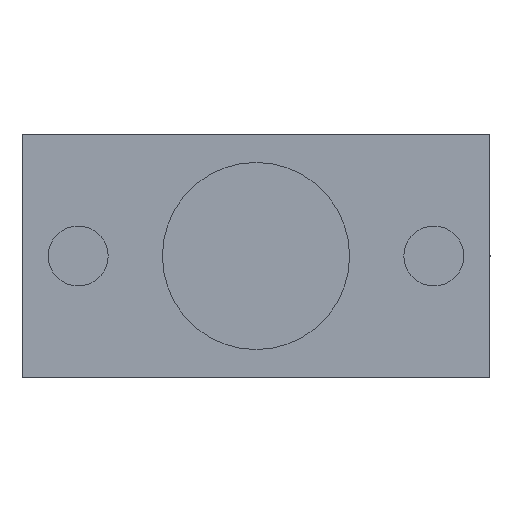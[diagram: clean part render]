
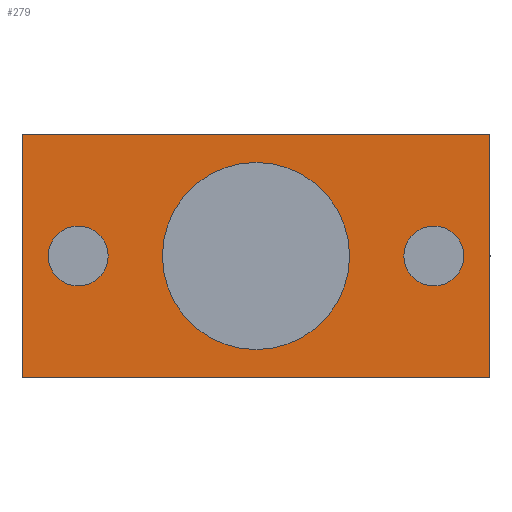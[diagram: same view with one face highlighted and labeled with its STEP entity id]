
A CAD part, front view. The second image highlights one B-rep face of the part: STEP entity #279.
In plain terms, the highlighted planar face has unit normal (0, -1, 0).
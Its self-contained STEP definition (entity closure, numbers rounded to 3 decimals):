
#18=FACE_BOUND('',#62,.T.);
#19=FACE_BOUND('',#63,.T.);
#20=FACE_BOUND('',#64,.T.);
#28=PLANE('',#322);
#43=FACE_OUTER_BOUND('',#61,.T.);
#61=EDGE_LOOP('',(#251,#252,#253,#254));
#62=EDGE_LOOP('',(#255));
#63=EDGE_LOOP('',(#256));
#64=EDGE_LOOP('',(#257));
#70=CIRCLE('',#302,5.);
#74=CIRCLE('',#309,1.6);
#78=CIRCLE('',#316,1.6);
#94=LINE('',#467,#117);
#97=LINE('',#472,#120);
#99=LINE('',#476,#122);
#101=LINE('',#479,#124);
#117=VECTOR('',#390,10.);
#120=VECTOR('',#395,10.);
#122=VECTOR('',#399,10.);
#124=VECTOR('',#403,10.);
#134=VERTEX_POINT('',#428);
#136=VERTEX_POINT('',#439);
#138=VERTEX_POINT('',#450);
#143=VERTEX_POINT('',#465);
#144=VERTEX_POINT('',#466);
#145=VERTEX_POINT('',#471);
#146=VERTEX_POINT('',#475);
#157=EDGE_CURVE('',#134,#134,#70,.T.);
#163=EDGE_CURVE('',#136,#136,#74,.T.);
#169=EDGE_CURVE('',#138,#138,#78,.T.);
#176=EDGE_CURVE('',#143,#144,#94,.T.);
#179=EDGE_CURVE('',#144,#145,#97,.T.);
#181=EDGE_CURVE('',#145,#146,#99,.T.);
#183=EDGE_CURVE('',#146,#143,#101,.T.);
#251=ORIENTED_EDGE('',*,*,#183,.T.);
#252=ORIENTED_EDGE('',*,*,#176,.T.);
#253=ORIENTED_EDGE('',*,*,#179,.T.);
#254=ORIENTED_EDGE('',*,*,#181,.T.);
#255=ORIENTED_EDGE('',*,*,#157,.T.);
#256=ORIENTED_EDGE('',*,*,#163,.T.);
#257=ORIENTED_EDGE('',*,*,#169,.T.);
#279=ADVANCED_FACE('',(#43,#18,#19,#20),#28,.F.);
#302=AXIS2_PLACEMENT_3D('',#430,#346,#347);
#309=AXIS2_PLACEMENT_3D('',#441,#362,#363);
#316=AXIS2_PLACEMENT_3D('',#452,#378,#379);
#322=AXIS2_PLACEMENT_3D('',#480,#404,#405);
#346=DIRECTION('center_axis',(0.,1.,0.));
#347=DIRECTION('ref_axis',(0.,0.,1.));
#362=DIRECTION('center_axis',(0.,1.,0.));
#363=DIRECTION('ref_axis',(0.,0.,1.));
#378=DIRECTION('center_axis',(0.,1.,0.));
#379=DIRECTION('ref_axis',(0.,0.,1.));
#390=DIRECTION('',(0.,0.,-1.));
#395=DIRECTION('',(1.,0.,0.));
#399=DIRECTION('',(0.,0.,1.));
#403=DIRECTION('',(-1.,0.,0.));
#404=DIRECTION('center_axis',(0.,1.,0.));
#405=DIRECTION('ref_axis',(1.,0.,0.));
#428=CARTESIAN_POINT('',(12.5,0.,1.5));
#430=CARTESIAN_POINT('Origin',(12.5,0.,6.5));
#439=CARTESIAN_POINT('',(3.,0.,4.9));
#441=CARTESIAN_POINT('Origin',(3.,0.,6.5));
#450=CARTESIAN_POINT('',(22.,0.,4.9));
#452=CARTESIAN_POINT('Origin',(22.,0.,6.5));
#465=CARTESIAN_POINT('',(0.,0.,13.));
#466=CARTESIAN_POINT('',(0.,0.,0.));
#467=CARTESIAN_POINT('',(0.,0.,13.));
#471=CARTESIAN_POINT('',(25.,0.,0.));
#472=CARTESIAN_POINT('',(0.,0.,0.));
#475=CARTESIAN_POINT('',(25.,0.,13.));
#476=CARTESIAN_POINT('',(25.,0.,0.));
#479=CARTESIAN_POINT('',(25.,0.,13.));
#480=CARTESIAN_POINT('Origin',(12.5,0.,6.5));
